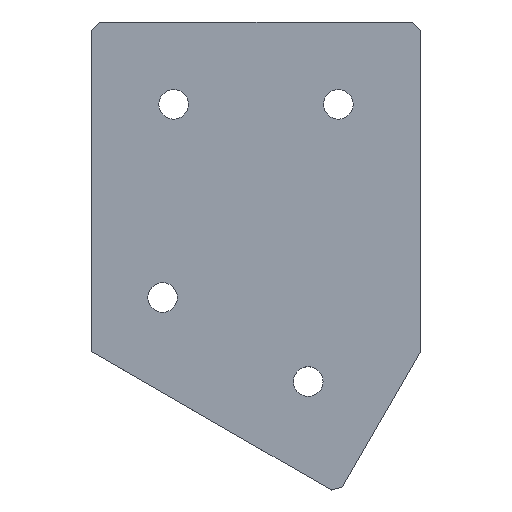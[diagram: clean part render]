
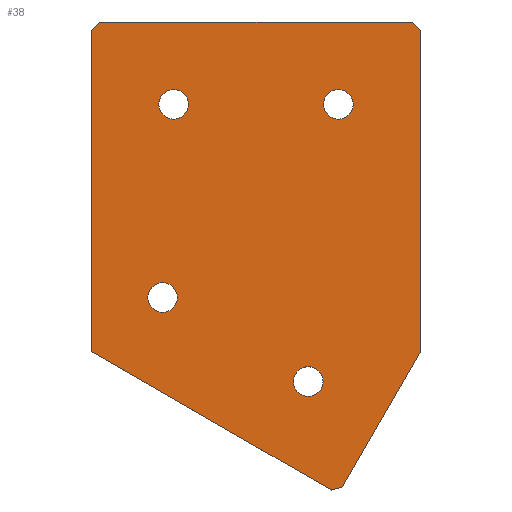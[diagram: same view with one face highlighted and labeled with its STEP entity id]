
A CAD part, top view. The second image highlights one B-rep face of the part: STEP entity #38.
In plain terms, the highlighted planar face has unit normal (0, 0, 1).
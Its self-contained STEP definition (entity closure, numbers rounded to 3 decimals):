
#3 = DIRECTION ( 'NONE',  ( 0., 1., 0. ) ) ;
#5 = VERTEX_POINT ( 'NONE', #495 ) ;
#8 = ORIENTED_EDGE ( 'NONE', *, *, #67, .F. ) ;
#9 = DIRECTION ( 'NONE',  ( 0., 0., -1. ) ) ;
#28 = DIRECTION ( 'NONE',  ( -0.707, 0.707, 0. ) ) ;
#31 = FACE_OUTER_BOUND ( 'NONE', #344, .T. ) ;
#38 = ADVANCED_FACE ( 'NONE', ( #441, #492, #462, #369, #31 ), #262, .T. ) ;
#43 = CIRCLE ( 'NONE', #540, 4.5 ) ;
#44 = DIRECTION ( 'NONE',  ( -0.5, -0.866, 0. ) ) ;
#63 = VERTEX_POINT ( 'NONE', #80 ) ;
#67 = EDGE_CURVE ( 'NONE', #340, #336, #608, .T. ) ;
#69 = DIRECTION ( 'NONE',  ( 0., 0., -1. ) ) ;
#70 = DIRECTION ( 'NONE',  ( 0., 1., 0. ) ) ;
#73 = DIRECTION ( 'NONE',  ( 0.966, 0.259, 0. ) ) ;
#76 = CIRCLE ( 'NONE', #429, 4.5 ) ;
#79 = LINE ( 'NONE', #461, #170 ) ;
#80 = CARTESIAN_POINT ( 'NONE',  ( 21.651, -79.132, 0. ) ) ;
#91 = EDGE_CURVE ( 'NONE', #625, #574, #301, .T. ) ;
#93 = ORIENTED_EDGE ( 'NONE', *, *, #543, .T. ) ;
#95 = ORIENTED_EDGE ( 'NONE', *, *, #408, .T. ) ;
#98 = ORIENTED_EDGE ( 'NONE', *, *, #445, .F. ) ;
#99 = DIRECTION ( 'NONE',  ( 0., 1., 0. ) ) ;
#101 = VECTOR ( 'NONE', #172, 1000. ) ;
#109 = ORIENTED_EDGE ( 'NONE', *, *, #525, .T. ) ;
#110 = LINE ( 'NONE', #321, #331 ) ;
#117 = VERTEX_POINT ( 'NONE', #324 ) ;
#120 = DIRECTION ( 'NONE',  ( 0., 0., -1. ) ) ;
#123 = CIRCLE ( 'NONE', #287, 4.5 ) ;
#131 = DIRECTION ( 'NONE',  ( 0., 0., -1. ) ) ;
#147 = DIRECTION ( 'NONE',  ( 0., 1., 0. ) ) ;
#149 = CARTESIAN_POINT ( 'NONE',  ( 0., -100., 0. ) ) ;
#150 = ORIENTED_EDGE ( 'NONE', *, *, #518, .T. ) ;
#151 = VECTOR ( 'NONE', #99, 1000. ) ;
#157 = VERTEX_POINT ( 'NONE', #173 ) ;
#158 = CARTESIAN_POINT ( 'NONE',  ( 25., -25., 0. ) ) ;
#159 = EDGE_CURVE ( 'NONE', #222, #505, #267, .T. ) ;
#160 = VECTOR ( 'NONE', #396, 1000. ) ;
#162 = VECTOR ( 'NONE', #366, 1000. ) ;
#170 = VECTOR ( 'NONE', #73, 1000. ) ;
#172 = DIRECTION ( 'NONE',  ( -0.707, -0.707, 0. ) ) ;
#173 = CARTESIAN_POINT ( 'NONE',  ( 2.5, 0., 0. ) ) ;
#197 = DIRECTION ( 'NONE',  ( 0., 1., 0. ) ) ;
#210 = VERTEX_POINT ( 'NONE', #283 ) ;
#211 = DIRECTION ( 'NONE',  ( 0., 1., 0. ) ) ;
#222 = VERTEX_POINT ( 'NONE', #383 ) ;
#224 = DIRECTION ( 'NONE',  ( 0., 1., 0. ) ) ;
#231 = AXIS2_PLACEMENT_3D ( 'NONE', #240, #436, #147 ) ;
#234 = CARTESIAN_POINT ( 'NONE',  ( 21.651, -88.132, 0. ) ) ;
#236 = CARTESIAN_POINT ( 'NONE',  ( 75., -20.5, 0. ) ) ;
#238 = ORIENTED_EDGE ( 'NONE', *, *, #270, .T. ) ;
#240 = CARTESIAN_POINT ( 'NONE',  ( 25., -25., 0. ) ) ;
#247 = EDGE_CURVE ( 'NONE', #336, #5, #343, .T. ) ;
#248 = LINE ( 'NONE', #149, #160 ) ;
#250 = CARTESIAN_POINT ( 'NONE',  ( 21.651, -83.632, 0. ) ) ;
#255 = CARTESIAN_POINT ( 'NONE',  ( 100., -100., 0. ) ) ;
#262 = PLANE ( 'NONE',  #342 ) ;
#263 = VERTEX_POINT ( 'NONE', #470 ) ;
#266 = DIRECTION ( 'NONE',  ( 0., 1., 0. ) ) ;
#267 = CIRCLE ( 'NONE', #350, 4.5 ) ;
#268 = AXIS2_PLACEMENT_3D ( 'NONE', #411, #520, #70 ) ;
#269 = CARTESIAN_POINT ( 'NONE',  ( 0., -100., 0. ) ) ;
#270 = EDGE_CURVE ( 'NONE', #505, #222, #76, .T. ) ;
#283 = CARTESIAN_POINT ( 'NONE',  ( 25., -29.5, 0. ) ) ;
#284 = EDGE_LOOP ( 'NONE', ( #384, #109 ) ) ;
#287 = AXIS2_PLACEMENT_3D ( 'NONE', #250, #296, #3 ) ;
#290 = CARTESIAN_POINT ( 'NONE',  ( 75., -143.301, 0. ) ) ;
#292 = VERTEX_POINT ( 'NONE', #234 ) ;
#296 = DIRECTION ( 'NONE',  ( 0., 0., -1. ) ) ;
#301 = CIRCLE ( 'NONE', #268, 4.5 ) ;
#304 = CARTESIAN_POINT ( 'NONE',  ( 0., -2.5, 0. ) ) ;
#313 = LINE ( 'NONE', #517, #101 ) ;
#317 = DIRECTION ( 'NONE',  ( 0., 0., -1. ) ) ;
#321 = CARTESIAN_POINT ( 'NONE',  ( 48.75, 48.75, 0. ) ) ;
#322 = CARTESIAN_POINT ( 'NONE',  ( 100., 0., 0. ) ) ;
#324 = CARTESIAN_POINT ( 'NONE',  ( 72.835, -142.051, 0. ) ) ;
#331 = VECTOR ( 'NONE', #28, 1000. ) ;
#334 = VERTEX_POINT ( 'NONE', #539 ) ;
#336 = VERTEX_POINT ( 'NONE', #255 ) ;
#340 = VERTEX_POINT ( 'NONE', #597 ) ;
#341 = CIRCLE ( 'NONE', #603, 4.5 ) ;
#342 = AXIS2_PLACEMENT_3D ( 'NONE', #374, #372, #458 ) ;
#343 = LINE ( 'NONE', #290, #624 ) ;
#344 = EDGE_LOOP ( 'NONE', ( #98, #422, #404, #8, #93, #460, #150, #483 ) ) ;
#345 = LINE ( 'NONE', #537, #151 ) ;
#349 = VERTEX_POINT ( 'NONE', #304 ) ;
#350 = AXIS2_PLACEMENT_3D ( 'NONE', #406, #120, #266 ) ;
#356 = EDGE_CURVE ( 'NONE', #63, #292, #123, .T. ) ;
#360 = VECTOR ( 'NONE', #365, 1000. ) ;
#365 = DIRECTION ( 'NONE',  ( 1., 0., 0. ) ) ;
#366 = DIRECTION ( 'NONE',  ( 0., -1., 0. ) ) ;
#369 = FACE_BOUND ( 'NONE', #387, .T. ) ;
#372 = DIRECTION ( 'NONE',  ( 0., 0., 1. ) ) ;
#373 = CARTESIAN_POINT ( 'NONE',  ( 21.651, -83.632, 0. ) ) ;
#374 = CARTESIAN_POINT ( 'NONE',  ( 0., 0., 0. ) ) ;
#383 = CARTESIAN_POINT ( 'NONE',  ( 65.849, -104.651, 0. ) ) ;
#384 = ORIENTED_EDGE ( 'NONE', *, *, #356, .T. ) ;
#387 = EDGE_LOOP ( 'NONE', ( #498, #238 ) ) ;
#390 = CIRCLE ( 'NONE', #231, 4.5 ) ;
#396 = DIRECTION ( 'NONE',  ( -0.866, 0.5, 0. ) ) ;
#404 = ORIENTED_EDGE ( 'NONE', *, *, #247, .F. ) ;
#406 = CARTESIAN_POINT ( 'NONE',  ( 65.849, -109.151, 0. ) ) ;
#408 = EDGE_CURVE ( 'NONE', #210, #334, #390, .T. ) ;
#411 = CARTESIAN_POINT ( 'NONE',  ( 75., -25., 0. ) ) ;
#412 = CARTESIAN_POINT ( 'NONE',  ( 75., -29.5, 0. ) ) ;
#414 = CIRCLE ( 'NONE', #530, 4.5 ) ;
#417 = ORIENTED_EDGE ( 'NONE', *, *, #589, .T. ) ;
#418 = EDGE_CURVE ( 'NONE', #570, #349, #345, .T. ) ;
#422 = ORIENTED_EDGE ( 'NONE', *, *, #551, .T. ) ;
#429 = AXIS2_PLACEMENT_3D ( 'NONE', #534, #131, #224 ) ;
#434 = ORIENTED_EDGE ( 'NONE', *, *, #455, .T. ) ;
#436 = DIRECTION ( 'NONE',  ( 0., 0., -1. ) ) ;
#441 = FACE_BOUND ( 'NONE', #541, .T. ) ;
#445 = EDGE_CURVE ( 'NONE', #117, #570, #248, .T. ) ;
#455 = EDGE_CURVE ( 'NONE', #574, #625, #341, .T. ) ;
#458 = DIRECTION ( 'NONE',  ( 1., 0., 0. ) ) ;
#460 = ORIENTED_EDGE ( 'NONE', *, *, #466, .F. ) ;
#461 = CARTESIAN_POINT ( 'NONE',  ( 40.392, -150.744, 0. ) ) ;
#462 = FACE_BOUND ( 'NONE', #284, .T. ) ;
#464 = CARTESIAN_POINT ( 'NONE',  ( 0., 0., 0. ) ) ;
#466 = EDGE_CURVE ( 'NONE', #157, #263, #544, .T. ) ;
#470 = CARTESIAN_POINT ( 'NONE',  ( 97.5, 0., 0. ) ) ;
#480 = ORIENTED_EDGE ( 'NONE', *, *, #91, .T. ) ;
#483 = ORIENTED_EDGE ( 'NONE', *, *, #418, .F. ) ;
#492 = FACE_BOUND ( 'NONE', #501, .T. ) ;
#495 = CARTESIAN_POINT ( 'NONE',  ( 76.25, -141.136, 0. ) ) ;
#498 = ORIENTED_EDGE ( 'NONE', *, *, #159, .T. ) ;
#501 = EDGE_LOOP ( 'NONE', ( #480, #434 ) ) ;
#505 = VERTEX_POINT ( 'NONE', #555 ) ;
#517 = CARTESIAN_POINT ( 'NONE',  ( 1.25, -1.25, 0. ) ) ;
#518 = EDGE_CURVE ( 'NONE', #157, #349, #313, .T. ) ;
#520 = DIRECTION ( 'NONE',  ( 0., 0., -1. ) ) ;
#525 = EDGE_CURVE ( 'NONE', #292, #63, #43, .T. ) ;
#530 = AXIS2_PLACEMENT_3D ( 'NONE', #158, #69, #211 ) ;
#534 = CARTESIAN_POINT ( 'NONE',  ( 65.849, -109.151, 0. ) ) ;
#537 = CARTESIAN_POINT ( 'NONE',  ( 0., 0., 0. ) ) ;
#539 = CARTESIAN_POINT ( 'NONE',  ( 25., -20.5, 0. ) ) ;
#540 = AXIS2_PLACEMENT_3D ( 'NONE', #373, #317, #558 ) ;
#541 = EDGE_LOOP ( 'NONE', ( #417, #95 ) ) ;
#543 = EDGE_CURVE ( 'NONE', #340, #263, #110, .T. ) ;
#544 = LINE ( 'NONE', #464, #360 ) ;
#551 = EDGE_CURVE ( 'NONE', #117, #5, #79, .T. ) ;
#555 = CARTESIAN_POINT ( 'NONE',  ( 65.849, -113.651, 0. ) ) ;
#558 = DIRECTION ( 'NONE',  ( 0., 1., 0. ) ) ;
#570 = VERTEX_POINT ( 'NONE', #269 ) ;
#574 = VERTEX_POINT ( 'NONE', #412 ) ;
#589 = EDGE_CURVE ( 'NONE', #334, #210, #414, .T. ) ;
#591 = CARTESIAN_POINT ( 'NONE',  ( 75., -25., 0. ) ) ;
#597 = CARTESIAN_POINT ( 'NONE',  ( 100., -2.5, 0. ) ) ;
#603 = AXIS2_PLACEMENT_3D ( 'NONE', #591, #9, #197 ) ;
#608 = LINE ( 'NONE', #322, #162 ) ;
#624 = VECTOR ( 'NONE', #44, 1000. ) ;
#625 = VERTEX_POINT ( 'NONE', #236 ) ;
